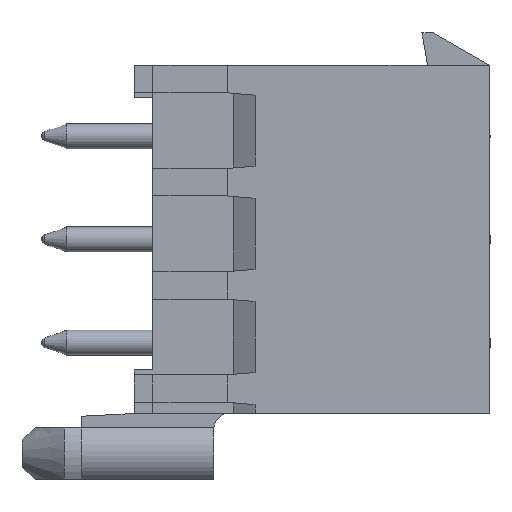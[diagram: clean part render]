
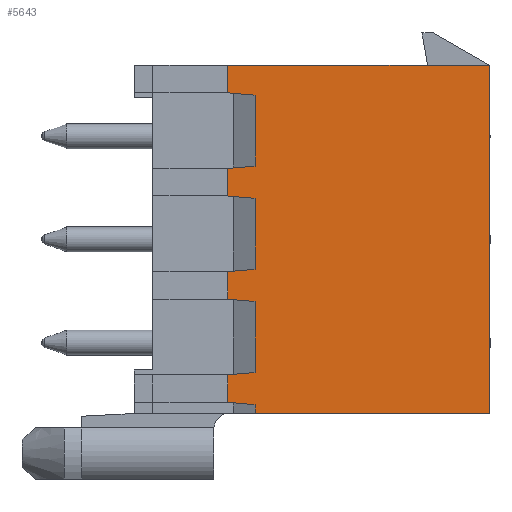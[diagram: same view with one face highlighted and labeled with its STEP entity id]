
A CAD part, left-side view. The second image highlights one B-rep face of the part: STEP entity #5643.
In plain terms, the highlighted planar face has unit normal (-1, 0, 0).
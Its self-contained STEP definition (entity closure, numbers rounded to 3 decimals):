
#1070=CARTESIAN_POINT('',(1.345,10.5,-2.395));
#1071=VERTEX_POINT('',#1070);
#1247=CARTESIAN_POINT('',(1.345,10.5,1.745));
#1248=VERTEX_POINT('',#1247);
#1311=CARTESIAN_POINT('',(1.345,10.5,2.845));
#1312=VERTEX_POINT('',#1311);
#1375=CARTESIAN_POINT('',(1.345,10.5,5.885));
#1376=VERTEX_POINT('',#1375);
#1439=CARTESIAN_POINT('',(1.345,10.5,6.985));
#1440=VERTEX_POINT('',#1439);
#1501=CARTESIAN_POINT('',(1.345,10.5,10.025));
#1502=VERTEX_POINT('',#1501);
#1655=CARTESIAN_POINT('',(1.345,10.5,11.125));
#1656=VERTEX_POINT('',#1655);
#1663=CARTESIAN_POINT('',(1.345,0.,11.125));
#1664=VERTEX_POINT('',#1663);
#1665=CARTESIAN_POINT('',(1.345,10.5,11.125));
#1666=DIRECTION('',(0.,-1.,0.));
#1667=VECTOR('',#1666,10.5);
#1668=LINE('',#1665,#1667);
#1669=EDGE_CURVE('',#1656,#1664,#1668,.T.);
#1892=CARTESIAN_POINT('',(1.345,0.,-2.845));
#1893=VERTEX_POINT('',#1892);
#1900=CARTESIAN_POINT('',(1.345,9.4,-2.845));
#1901=VERTEX_POINT('',#1900);
#1902=CARTESIAN_POINT('',(1.345,0.,-2.845));
#1903=DIRECTION('',(0.,1.,0.));
#1904=VECTOR('',#1903,9.4);
#1905=LINE('',#1902,#1904);
#1906=EDGE_CURVE('',#1893,#1901,#1905,.T.);
#4219=CARTESIAN_POINT('',(1.345,10.5,-1.295));
#4220=VERTEX_POINT('',#4219);
#4221=CARTESIAN_POINT('',(1.345,10.5,-1.295));
#4222=DIRECTION('',(0.,0.,-1.));
#4223=VECTOR('',#4222,1.1);
#4224=LINE('',#4221,#4223);
#4225=EDGE_CURVE('',#4220,#1071,#4224,.T.);
#4333=CARTESIAN_POINT('',(1.345,9.4,-2.491));
#4334=VERTEX_POINT('',#4333);
#4341=CARTESIAN_POINT('',(1.345,9.4,-2.491));
#4342=DIRECTION('',(0.,0.996,0.087));
#4343=VECTOR('',#4342,1.104);
#4344=LINE('',#4341,#4343);
#4345=EDGE_CURVE('',#4334,#1071,#4344,.T.);
#4376=CARTESIAN_POINT('',(1.345,9.4,-1.199));
#4377=VERTEX_POINT('',#4376);
#4378=CARTESIAN_POINT('',(1.345,9.4,-1.199));
#4379=DIRECTION('',(0.,0.996,-0.087));
#4380=VECTOR('',#4379,1.104);
#4381=LINE('',#4378,#4380);
#4382=EDGE_CURVE('',#4377,#4220,#4381,.T.);
#4402=CARTESIAN_POINT('',(1.345,9.4,1.649));
#4403=VERTEX_POINT('',#4402);
#4404=CARTESIAN_POINT('',(1.345,9.4,1.649));
#4405=DIRECTION('',(0.,0.,-1.));
#4406=VECTOR('',#4405,2.848);
#4407=LINE('',#4404,#4406);
#4408=EDGE_CURVE('',#4403,#4377,#4407,.T.);
#4426=CARTESIAN_POINT('',(1.345,10.5,1.745));
#4427=DIRECTION('',(0.,-0.996,-0.087));
#4428=VECTOR('',#4427,1.104);
#4429=LINE('',#4426,#4428);
#4430=EDGE_CURVE('',#1248,#4403,#4429,.T.);
#4443=CARTESIAN_POINT('',(1.345,10.5,2.845));
#4444=DIRECTION('',(0.,0.,-1.));
#4445=VECTOR('',#4444,1.1);
#4446=LINE('',#4443,#4445);
#4447=EDGE_CURVE('',#1312,#1248,#4446,.T.);
#4458=CARTESIAN_POINT('',(1.345,9.4,2.941));
#4459=VERTEX_POINT('',#4458);
#4460=CARTESIAN_POINT('',(1.345,9.4,2.941));
#4461=DIRECTION('',(0.,0.996,-0.087));
#4462=VECTOR('',#4461,1.104);
#4463=LINE('',#4460,#4462);
#4464=EDGE_CURVE('',#4459,#1312,#4463,.T.);
#4484=CARTESIAN_POINT('',(1.345,9.4,5.789));
#4485=VERTEX_POINT('',#4484);
#4486=CARTESIAN_POINT('',(1.345,9.4,5.789));
#4487=DIRECTION('',(0.,0.,-1.));
#4488=VECTOR('',#4487,2.848);
#4489=LINE('',#4486,#4488);
#4490=EDGE_CURVE('',#4485,#4459,#4489,.T.);
#4508=CARTESIAN_POINT('',(1.345,10.5,5.885));
#4509=DIRECTION('',(0.,-0.996,-0.087));
#4510=VECTOR('',#4509,1.104);
#4511=LINE('',#4508,#4510);
#4512=EDGE_CURVE('',#1376,#4485,#4511,.T.);
#4525=CARTESIAN_POINT('',(1.345,10.5,6.985));
#4526=DIRECTION('',(0.,0.,-1.));
#4527=VECTOR('',#4526,1.1);
#4528=LINE('',#4525,#4527);
#4529=EDGE_CURVE('',#1440,#1376,#4528,.T.);
#4540=CARTESIAN_POINT('',(1.345,9.4,7.081));
#4541=VERTEX_POINT('',#4540);
#4542=CARTESIAN_POINT('',(1.345,9.4,7.081));
#4543=DIRECTION('',(0.,0.996,-0.087));
#4544=VECTOR('',#4543,1.104);
#4545=LINE('',#4542,#4544);
#4546=EDGE_CURVE('',#4541,#1440,#4545,.T.);
#4566=CARTESIAN_POINT('',(1.345,9.4,9.929));
#4567=VERTEX_POINT('',#4566);
#4568=CARTESIAN_POINT('',(1.345,9.4,9.929));
#4569=DIRECTION('',(0.,0.,-1.));
#4570=VECTOR('',#4569,2.848);
#4571=LINE('',#4568,#4570);
#4572=EDGE_CURVE('',#4567,#4541,#4571,.T.);
#4590=CARTESIAN_POINT('',(1.345,10.5,10.025));
#4591=DIRECTION('',(0.,-0.996,-0.087));
#4592=VECTOR('',#4591,1.104);
#4593=LINE('',#4590,#4592);
#4594=EDGE_CURVE('',#1502,#4567,#4593,.T.);
#4613=CARTESIAN_POINT('',(1.345,10.5,11.125));
#4614=DIRECTION('',(0.,0.,-1.));
#4615=VECTOR('',#4614,1.1);
#4616=LINE('',#4613,#4615);
#4617=EDGE_CURVE('',#1656,#1502,#4616,.T.);
#4697=CARTESIAN_POINT('',(1.345,0.,11.125));
#4698=DIRECTION('',(0.,0.,-1.));
#4699=VECTOR('',#4698,13.97);
#4700=LINE('',#4697,#4699);
#4701=EDGE_CURVE('',#1664,#1893,#4700,.T.);
#5613=CARTESIAN_POINT('',(1.345,14.25,14.728));
#5614=DIRECTION('',(0.,0.,-1.));
#5615=DIRECTION('',(-1.,-0.,-0.));
#5616=AXIS2_PLACEMENT_3D('',#5613,#5615,#5614);
#5617=PLANE('',#5616);
#5618=ORIENTED_EDGE('',*,*,#1906,.F.);
#5619=ORIENTED_EDGE('',*,*,#4701,.F.);
#5620=ORIENTED_EDGE('',*,*,#1669,.F.);
#5621=ORIENTED_EDGE('',*,*,#4617,.T.);
#5622=ORIENTED_EDGE('',*,*,#4594,.T.);
#5623=ORIENTED_EDGE('',*,*,#4572,.T.);
#5624=ORIENTED_EDGE('',*,*,#4546,.T.);
#5625=ORIENTED_EDGE('',*,*,#4529,.T.);
#5626=ORIENTED_EDGE('',*,*,#4512,.T.);
#5627=ORIENTED_EDGE('',*,*,#4490,.T.);
#5628=ORIENTED_EDGE('',*,*,#4464,.T.);
#5629=ORIENTED_EDGE('',*,*,#4447,.T.);
#5630=ORIENTED_EDGE('',*,*,#4430,.T.);
#5631=ORIENTED_EDGE('',*,*,#4408,.T.);
#5632=ORIENTED_EDGE('',*,*,#4382,.T.);
#5633=ORIENTED_EDGE('',*,*,#4225,.T.);
#5634=ORIENTED_EDGE('',*,*,#4345,.F.);
#5635=CARTESIAN_POINT('',(1.345,9.4,-2.845));
#5636=DIRECTION('',(0.,0.,1.));
#5637=VECTOR('',#5636,0.354);
#5638=LINE('',#5635,#5637);
#5639=EDGE_CURVE('',#1901,#4334,#5638,.T.);
#5640=ORIENTED_EDGE('',*,*,#5639,.F.);
#5641=EDGE_LOOP('',(#5618,#5619,#5620,#5621,#5622,#5623,#5624,#5625,#5626,#5627,#5628,#5629,#5630,#5631,#5632,#5633,#5634,#5640));
#5642=FACE_OUTER_BOUND('',#5641,.T.);
#5643=ADVANCED_FACE('',(#5642),#5617,.T.);
